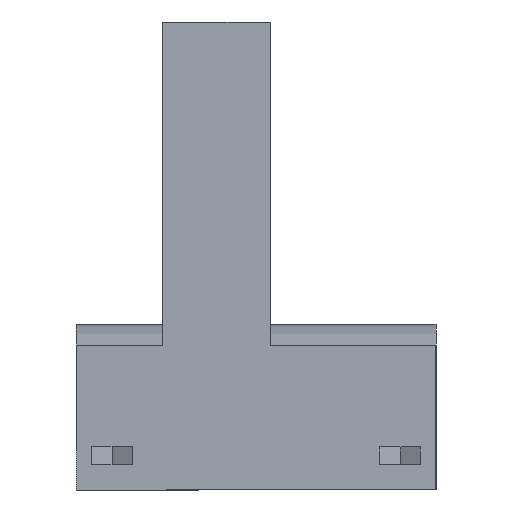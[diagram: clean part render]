
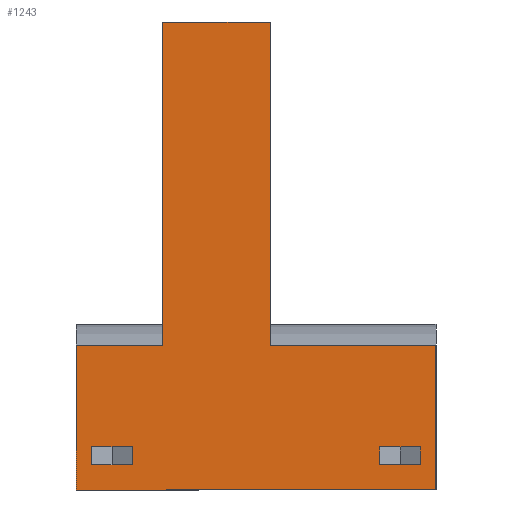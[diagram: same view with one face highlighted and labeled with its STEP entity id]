
A CAD part, left-side view. The second image highlights one B-rep face of the part: STEP entity #1243.
In plain terms, the highlighted planar face has unit normal (-1, 0, 0).
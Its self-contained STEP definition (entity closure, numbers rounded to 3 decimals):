
#53=FACE_BOUND('',#249,.T.);
#54=FACE_BOUND('',#250,.T.);
#104=PLANE('',#1364);
#162=FACE_OUTER_BOUND('',#248,.T.);
#248=EDGE_LOOP('',(#1040,#1041,#1042,#1043,#1044,#1045,#1046,#1047));
#249=EDGE_LOOP('',(#1048,#1049,#1050,#1051));
#250=EDGE_LOOP('',(#1052,#1053,#1054,#1055));
#299=LINE('',#1789,#415);
#300=LINE('',#1792,#416);
#305=LINE('',#1805,#421);
#307=LINE('',#1810,#423);
#311=LINE('',#1817,#427);
#323=LINE('',#1858,#439);
#334=LINE('',#1885,#450);
#356=LINE('',#1936,#472);
#358=LINE('',#1940,#474);
#371=LINE('',#1969,#487);
#373=LINE('',#1975,#489);
#378=LINE('',#1987,#494);
#379=LINE('',#1989,#495);
#382=LINE('',#1997,#498);
#383=LINE('',#1999,#499);
#384=LINE('',#2000,#500);
#415=VECTOR('',#1448,10.);
#416=VECTOR('',#1451,10.);
#421=VECTOR('',#1462,10.);
#423=VECTOR('',#1466,10.);
#427=VECTOR('',#1472,10.);
#439=VECTOR('',#1506,10.);
#450=VECTOR('',#1529,10.);
#472=VECTOR('',#1573,10.);
#474=VECTOR('',#1577,10.);
#487=VECTOR('',#1606,10.);
#489=VECTOR('',#1612,10.);
#494=VECTOR('',#1629,10.);
#495=VECTOR('',#1632,10.);
#498=VECTOR('',#1643,10.);
#499=VECTOR('',#1644,10.);
#500=VECTOR('',#1645,10.);
#575=VERTEX_POINT('',#1783);
#577=VERTEX_POINT('',#1787);
#578=VERTEX_POINT('',#1791);
#583=VERTEX_POINT('',#1803);
#584=VERTEX_POINT('',#1807);
#587=VERTEX_POINT('',#1815);
#602=VERTEX_POINT('',#1851);
#605=VERTEX_POINT('',#1856);
#612=VERTEX_POINT('',#1878);
#615=VERTEX_POINT('',#1883);
#633=VERTEX_POINT('',#1935);
#634=VERTEX_POINT('',#1939);
#642=VERTEX_POINT('',#1967);
#644=VERTEX_POINT('',#1973);
#646=VERTEX_POINT('',#1996);
#647=VERTEX_POINT('',#1998);
#693=EDGE_CURVE('',#577,#575,#299,.T.);
#694=EDGE_CURVE('',#578,#575,#300,.T.);
#701=EDGE_CURVE('',#583,#577,#305,.T.);
#703=EDGE_CURVE('',#584,#583,#307,.T.);
#707=EDGE_CURVE('',#584,#587,#311,.T.);
#726=EDGE_CURVE('',#602,#605,#323,.T.);
#739=EDGE_CURVE('',#612,#615,#334,.T.);
#764=EDGE_CURVE('',#633,#602,#356,.T.);
#766=EDGE_CURVE('',#634,#612,#358,.T.);
#781=EDGE_CURVE('',#615,#642,#371,.T.);
#784=EDGE_CURVE('',#605,#644,#373,.T.);
#790=EDGE_CURVE('',#642,#634,#378,.T.);
#791=EDGE_CURVE('',#644,#633,#379,.T.);
#794=EDGE_CURVE('',#646,#578,#382,.T.);
#795=EDGE_CURVE('',#587,#647,#383,.T.);
#796=EDGE_CURVE('',#647,#646,#384,.T.);
#1040=ORIENTED_EDGE('',*,*,#794,.T.);
#1041=ORIENTED_EDGE('',*,*,#694,.T.);
#1042=ORIENTED_EDGE('',*,*,#693,.F.);
#1043=ORIENTED_EDGE('',*,*,#701,.F.);
#1044=ORIENTED_EDGE('',*,*,#703,.F.);
#1045=ORIENTED_EDGE('',*,*,#707,.T.);
#1046=ORIENTED_EDGE('',*,*,#795,.T.);
#1047=ORIENTED_EDGE('',*,*,#796,.T.);
#1048=ORIENTED_EDGE('',*,*,#791,.T.);
#1049=ORIENTED_EDGE('',*,*,#764,.T.);
#1050=ORIENTED_EDGE('',*,*,#726,.T.);
#1051=ORIENTED_EDGE('',*,*,#784,.T.);
#1052=ORIENTED_EDGE('',*,*,#766,.T.);
#1053=ORIENTED_EDGE('',*,*,#739,.T.);
#1054=ORIENTED_EDGE('',*,*,#781,.T.);
#1055=ORIENTED_EDGE('',*,*,#790,.T.);
#1243=ADVANCED_FACE('',(#162,#53,#54),#104,.T.);
#1364=AXIS2_PLACEMENT_3D('',#1995,#1641,#1642);
#1448=DIRECTION('',(0.,0.,-1.));
#1451=DIRECTION('',(0.,1.,0.));
#1462=DIRECTION('',(0.,-1.,0.));
#1466=DIRECTION('',(0.,0.,1.));
#1472=DIRECTION('',(0.,1.,0.));
#1506=DIRECTION('',(0.,0.,1.));
#1529=DIRECTION('',(0.,0.,1.));
#1573=DIRECTION('',(0.,1.,0.));
#1577=DIRECTION('',(0.,1.,0.));
#1606=DIRECTION('',(0.,-1.,0.));
#1612=DIRECTION('',(0.,-1.,0.));
#1629=DIRECTION('',(0.,0.,-1.));
#1632=DIRECTION('',(0.,0.,-1.));
#1641=DIRECTION('center_axis',(-1.,0.,0.));
#1642=DIRECTION('ref_axis',(0.,1.,0.));
#1643=DIRECTION('',(0.,0.,1.));
#1644=DIRECTION('',(0.,0.,-1.));
#1645=DIRECTION('',(0.,-1.,0.));
#1783=CARTESIAN_POINT('',(5.,33.,20.));
#1787=CARTESIAN_POINT('',(5.,33.,65.));
#1789=CARTESIAN_POINT('',(5.,33.,20.));
#1791=CARTESIAN_POINT('',(5.,10.,20.));
#1792=CARTESIAN_POINT('',(5.,10.,20.));
#1803=CARTESIAN_POINT('',(5.,48.,65.));
#1805=CARTESIAN_POINT('',(5.,43.,65.));
#1807=CARTESIAN_POINT('',(5.,48.,20.));
#1810=CARTESIAN_POINT('',(5.,48.,20.));
#1815=CARTESIAN_POINT('',(5.,60.,20.));
#1817=CARTESIAN_POINT('',(5.,10.,20.));
#1851=CARTESIAN_POINT('',(5.,17.8,3.5));
#1856=CARTESIAN_POINT('',(5.,17.8,6.));
#1858=CARTESIAN_POINT('',(5.,17.8,3.));
#1878=CARTESIAN_POINT('',(5.,57.8,3.5));
#1883=CARTESIAN_POINT('',(5.,57.8,6.));
#1885=CARTESIAN_POINT('',(5.,57.8,3.));
#1935=CARTESIAN_POINT('',(5.,12.2,3.5));
#1936=CARTESIAN_POINT('',(5.,13.9,3.5));
#1939=CARTESIAN_POINT('',(5.,52.2,3.5));
#1940=CARTESIAN_POINT('',(5.,33.9,3.5));
#1967=CARTESIAN_POINT('',(5.,52.2,6.));
#1969=CARTESIAN_POINT('',(5.,31.1,6.));
#1973=CARTESIAN_POINT('',(5.,12.2,6.));
#1975=CARTESIAN_POINT('',(5.,11.1,6.));
#1987=CARTESIAN_POINT('',(5.,52.2,1.75));
#1989=CARTESIAN_POINT('',(5.,12.2,1.75));
#1995=CARTESIAN_POINT('Origin',(5.,10.,0.));
#1996=CARTESIAN_POINT('',(5.,10.,0.));
#1997=CARTESIAN_POINT('',(5.,10.,20.));
#1998=CARTESIAN_POINT('',(5.,60.,0.));
#1999=CARTESIAN_POINT('',(5.,60.,20.));
#2000=CARTESIAN_POINT('',(5.,10.,0.));
